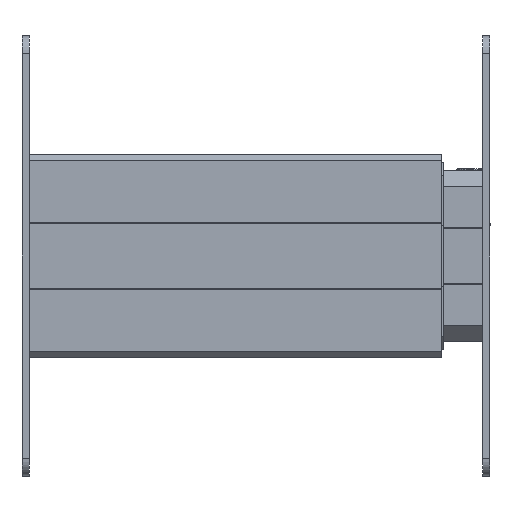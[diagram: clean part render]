
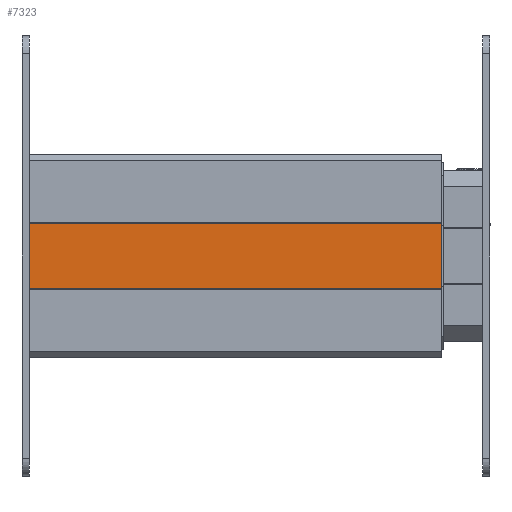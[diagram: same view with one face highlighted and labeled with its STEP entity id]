
A CAD part, left-side view. The second image highlights one B-rep face of the part: STEP entity #7323.
In plain terms, the highlighted planar face has unit normal (-1, 0, 0).
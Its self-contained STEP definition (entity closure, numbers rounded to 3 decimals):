
#284 = VECTOR ( 'NONE', #7309, 1000. ) ;
#851 = CARTESIAN_POINT ( 'NONE',  ( -56., 229., -17.914 ) ) ;
#1202 = VERTEX_POINT ( 'NONE', #7354 ) ;
#1284 = EDGE_CURVE ( 'NONE', #1202, #3511, #2376, .T. ) ;
#1337 = ORIENTED_EDGE ( 'NONE', *, *, #3061, .F. ) ;
#1412 = DIRECTION ( 'NONE',  ( 1., 0., 0. ) ) ;
#2376 = LINE ( 'NONE', #8869, #6575 ) ;
#2856 = LINE ( 'NONE', #9378, #6196 ) ;
#2866 = CARTESIAN_POINT ( 'NONE',  ( -56., 0., -17.914 ) ) ;
#3061 = EDGE_CURVE ( 'NONE', #8775, #8307, #8175, .T. ) ;
#3182 = CARTESIAN_POINT ( 'NONE',  ( -56., 229., 17.914 ) ) ;
#3478 = EDGE_CURVE ( 'NONE', #3511, #8307, #2856, .T. ) ;
#3511 = VERTEX_POINT ( 'NONE', #2866 ) ;
#3513 = EDGE_CURVE ( 'NONE', #1202, #8775, #5860, .T. ) ;
#3757 = ORIENTED_EDGE ( 'NONE', *, *, #1284, .T. ) ;
#3843 = DIRECTION ( 'NONE',  ( 0., -1., 0. ) ) ;
#4316 = ORIENTED_EDGE ( 'NONE', *, *, #3478, .T. ) ;
#4339 = DIRECTION ( 'NONE',  ( 0., 0., 1. ) ) ;
#5498 = FACE_OUTER_BOUND ( 'NONE', #6684, .T. ) ;
#5860 = LINE ( 'NONE', #851, #284 ) ;
#6196 = VECTOR ( 'NONE', #4339, 1000. ) ;
#6418 = CARTESIAN_POINT ( 'NONE',  ( -56., 229., -17.914 ) ) ;
#6575 = VECTOR ( 'NONE', #3843, 1000. ) ;
#6684 = EDGE_LOOP ( 'NONE', ( #4316, #1337, #9548, #3757 ) ) ;
#7309 = DIRECTION ( 'NONE',  ( 0., 0., 1. ) ) ;
#7323 = ADVANCED_FACE ( 'NONE', ( #5498 ), #11434, .F. ) ;
#7354 = CARTESIAN_POINT ( 'NONE',  ( -56., 229., -17.914 ) ) ;
#7892 = DIRECTION ( 'NONE',  ( 0., 0., -1. ) ) ;
#7985 = CARTESIAN_POINT ( 'NONE',  ( -56., 229., 17.914 ) ) ;
#8174 = VECTOR ( 'NONE', #9685, 1000. ) ;
#8175 = LINE ( 'NONE', #3182, #8174 ) ;
#8307 = VERTEX_POINT ( 'NONE', #9613 ) ;
#8379 = AXIS2_PLACEMENT_3D ( 'NONE', #6418, #1412, #7892 ) ;
#8775 = VERTEX_POINT ( 'NONE', #7985 ) ;
#8869 = CARTESIAN_POINT ( 'NONE',  ( -56., 229., -17.914 ) ) ;
#9378 = CARTESIAN_POINT ( 'NONE',  ( -56., 0., -17.914 ) ) ;
#9548 = ORIENTED_EDGE ( 'NONE', *, *, #3513, .F. ) ;
#9613 = CARTESIAN_POINT ( 'NONE',  ( -56., 0., 17.914 ) ) ;
#9685 = DIRECTION ( 'NONE',  ( 0., -1., 0. ) ) ;
#11434 = PLANE ( 'NONE',  #8379 ) ;
